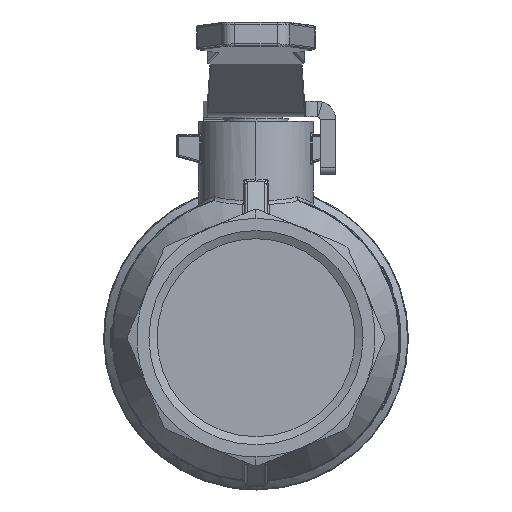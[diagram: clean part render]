
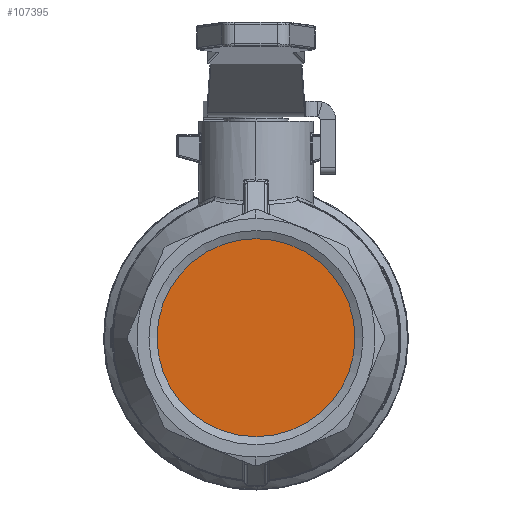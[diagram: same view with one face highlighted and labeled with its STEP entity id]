
A CAD part, left-side view. The second image highlights one B-rep face of the part: STEP entity #107395.
In plain terms, the highlighted planar face has unit normal (-1, 0, 0).
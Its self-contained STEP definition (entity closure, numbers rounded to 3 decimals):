
#12439=CARTESIAN_POINT('',(-29.5,-0.,-22.423));
#12440=VERTEX_POINT('',#12439);
#12449=CARTESIAN_POINT('',(-29.5,0.,-0.));
#12450=DIRECTION('',(1.,0.,0.));
#12451=DIRECTION('',(0.,0.,-1.));
#12452=AXIS2_PLACEMENT_3D('',#12449,#12450,#12451);
#12453=CIRCLE('',#12452,22.423);
#12454=EDGE_CURVE('',#12440,#12440,#12453,.T.);
#107387=CARTESIAN_POINT('',(-29.5,22.423,0.));
#107388=DIRECTION('',(1.,0.,0.));
#107389=DIRECTION('',(0.,1.,0.));
#107390=AXIS2_PLACEMENT_3D('',#107387,#107388,#107389);
#107391=PLANE('',#107390);
#107392=ORIENTED_EDGE('',*,*,#12454,.F.);
#107393=EDGE_LOOP('',(#107392));
#107394=FACE_BOUND('',#107393,.T.);
#107395=ADVANCED_FACE('',(#107394),#107391,.F.);
